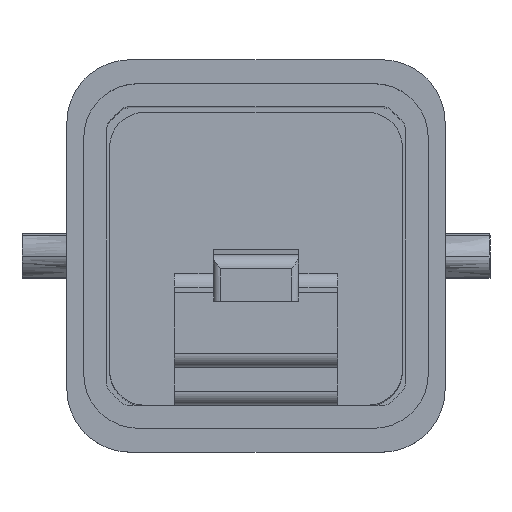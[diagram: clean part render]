
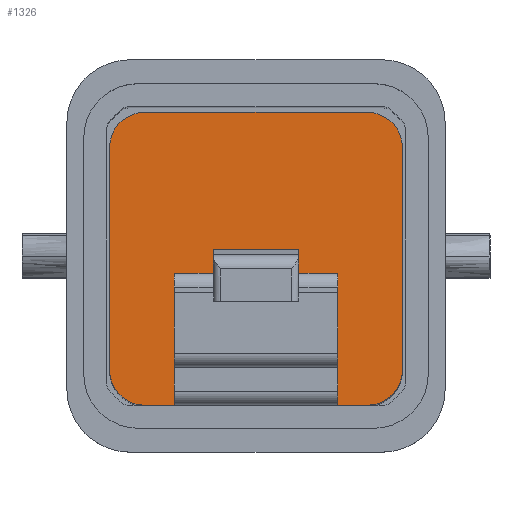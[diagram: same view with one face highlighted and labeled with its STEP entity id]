
A CAD part, top view. The second image highlights one B-rep face of the part: STEP entity #1326.
In plain terms, the highlighted planar face has unit normal (0, 0, 1).
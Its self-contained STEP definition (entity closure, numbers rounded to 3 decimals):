
#456=FACE_OUTER_BOUND('',#1928,.T.);
#742=B_SPLINE_CURVE_WITH_KNOTS('',3,(#14578,#14579,#14580,#14581),.UNSPECIFIED.,
 .F.,.F.,(4,4),(0.,1.),.UNSPECIFIED.);
#746=B_SPLINE_CURVE_WITH_KNOTS('',3,(#14598,#14599,#14600,#14601),.UNSPECIFIED.,
 .F.,.F.,(4,4),(0.,1.),.UNSPECIFIED.);
#996=PLANE('',#9280);
#1326=ADVANCED_FACE('',(#456),#996,.T.);
#1928=EDGE_LOOP('',(#3515,#3516,#3517,#3518,#3519,#3520,#3521,#3522,#3523,
#3524,#3525,#3526));
#3515=ORIENTED_EDGE('',*,*,#5591,.T.);
#3516=ORIENTED_EDGE('',*,*,#5575,.T.);
#3517=ORIENTED_EDGE('',*,*,#5506,.F.);
#3518=ORIENTED_EDGE('',*,*,#5502,.F.);
#3519=ORIENTED_EDGE('',*,*,#5499,.F.);
#3520=ORIENTED_EDGE('',*,*,#5496,.F.);
#3521=ORIENTED_EDGE('',*,*,#5592,.F.);
#3522=ORIENTED_EDGE('',*,*,#5593,.F.);
#3523=ORIENTED_EDGE('',*,*,#5594,.F.);
#3524=ORIENTED_EDGE('',*,*,#5595,.F.);
#3525=ORIENTED_EDGE('',*,*,#5510,.F.);
#3526=ORIENTED_EDGE('',*,*,#5580,.T.);
#4580=VERTEX_POINT('',#14551);
#4581=VERTEX_POINT('',#14553);
#4583=VERTEX_POINT('',#14559);
#4585=VERTEX_POINT('',#14565);
#4588=VERTEX_POINT('',#14582);
#4591=VERTEX_POINT('',#14597);
#4592=VERTEX_POINT('',#14602);
#4637=VERTEX_POINT('',#14745);
#4639=VERTEX_POINT('',#14753);
#4645=VERTEX_POINT('',#14779);
#4646=VERTEX_POINT('',#14781);
#4647=VERTEX_POINT('',#14783);
#5496=EDGE_CURVE('',#4580,#4581,#5890,.T.);
#5499=EDGE_CURVE('',#4581,#4583,#6766,.T.);
#5502=EDGE_CURVE('',#4583,#4585,#5892,.T.);
#5506=EDGE_CURVE('',#4585,#4588,#742,.T.);
#5510=EDGE_CURVE('',#4591,#4592,#746,.T.);
#5575=EDGE_CURVE('',#4637,#4588,#6816,.T.);
#5580=EDGE_CURVE('',#4591,#4639,#6820,.T.);
#5591=EDGE_CURVE('',#4639,#4637,#6828,.T.);
#5592=EDGE_CURVE('',#4645,#4580,#6829,.T.);
#5593=EDGE_CURVE('',#4646,#4645,#5911,.T.);
#5594=EDGE_CURVE('',#4647,#4646,#6830,.T.);
#5595=EDGE_CURVE('',#4592,#4647,#5912,.T.);
#5890=CIRCLE('',#9225,2.5);
#5892=CIRCLE('',#9229,2.5);
#5911=CIRCLE('',#9278,2.5);
#5912=CIRCLE('',#9279,2.5);
#6766=LINE('',#14558,#7359);
#6816=LINE('',#14744,#7409);
#6820=LINE('',#14754,#7413);
#6828=LINE('',#14776,#7421);
#6829=LINE('',#14778,#7422);
#6830=LINE('',#14782,#7423);
#7359=VECTOR('',#10522,1.);
#7409=VECTOR('',#10648,1.);
#7413=VECTOR('',#10658,1.);
#7421=VECTOR('',#10684,1.);
#7422=VECTOR('',#10687,1.);
#7423=VECTOR('',#10690,1.);
#9225=AXIS2_PLACEMENT_3D('',#14552,#10516,#10517);
#9229=AXIS2_PLACEMENT_3D('',#14564,#10528,#10529);
#9278=AXIS2_PLACEMENT_3D('',#14780,#10688,#10689);
#9279=AXIS2_PLACEMENT_3D('',#14784,#10691,#10692);
#9280=AXIS2_PLACEMENT_3D('',#14785,#10693,#10694);
#10516=DIRECTION('',(0.,0.,-1.));
#10517=DIRECTION('',(0.,1.,0.));
#10522=DIRECTION('',(0.,-1.,0.));
#10528=DIRECTION('',(0.,0.,-1.));
#10529=DIRECTION('',(1.,0.,0.));
#10648=DIRECTION('',(0.,-1.,0.));
#10658=DIRECTION('',(0.,1.,0.));
#10684=DIRECTION('',(1.,0.,0.));
#10687=DIRECTION('',(1.,0.,0.));
#10688=DIRECTION('',(0.,0.,-1.));
#10689=DIRECTION('',(-1.,0.,0.));
#10690=DIRECTION('',(0.,1.,0.));
#10691=DIRECTION('',(0.,0.,-1.));
#10692=DIRECTION('',(0.,-1.,0.));
#10693=DIRECTION('',(0.,0.,1.));
#10694=DIRECTION('',(-1.,0.,0.));
#14551=CARTESIAN_POINT('',(8.2,10.5,58.7));
#14552=CARTESIAN_POINT('',(8.2,8.,58.7));
#14553=CARTESIAN_POINT('',(10.7,8.,58.7));
#14558=CARTESIAN_POINT('',(10.7,8.,58.7));
#14559=CARTESIAN_POINT('',(10.7,-7.9,58.7));
#14564=CARTESIAN_POINT('',(8.2,-7.9,58.7));
#14565=CARTESIAN_POINT('',(8.2,-10.4,58.7));
#14578=CARTESIAN_POINT('',(8.2,-10.4,58.7));
#14579=CARTESIAN_POINT('',(7.49,-10.4,58.7));
#14580=CARTESIAN_POINT('',(6.78,-10.4,58.7));
#14581=CARTESIAN_POINT('',(6.07,-10.4,58.7));
#14582=CARTESIAN_POINT('',(6.07,-10.4,58.7));
#14597=CARTESIAN_POINT('',(-5.57,-10.4,58.7));
#14598=CARTESIAN_POINT('',(-5.57,-10.4,58.7));
#14599=CARTESIAN_POINT('',(-6.28,-10.4,58.7));
#14600=CARTESIAN_POINT('',(-6.99,-10.4,58.7));
#14601=CARTESIAN_POINT('',(-7.7,-10.4,58.7));
#14602=CARTESIAN_POINT('',(-7.7,-10.4,58.7));
#14744=CARTESIAN_POINT('',(6.07,-1.,58.7));
#14745=CARTESIAN_POINT('',(6.07,-1.,58.7));
#14753=CARTESIAN_POINT('',(-5.57,-1.,58.7));
#14754=CARTESIAN_POINT('',(-5.57,-10.4,58.7));
#14776=CARTESIAN_POINT('',(-5.57,-1.,58.7));
#14778=CARTESIAN_POINT('',(-7.7,10.5,58.7));
#14779=CARTESIAN_POINT('',(-7.7,10.5,58.7));
#14780=CARTESIAN_POINT('',(-7.7,8.,58.7));
#14781=CARTESIAN_POINT('',(-10.2,8.,58.7));
#14782=CARTESIAN_POINT('',(-10.2,-7.9,58.7));
#14783=CARTESIAN_POINT('',(-10.2,-7.9,58.7));
#14784=CARTESIAN_POINT('',(-7.7,-7.9,58.7));
#14785=CARTESIAN_POINT('',(11.745,11.545,58.7));
